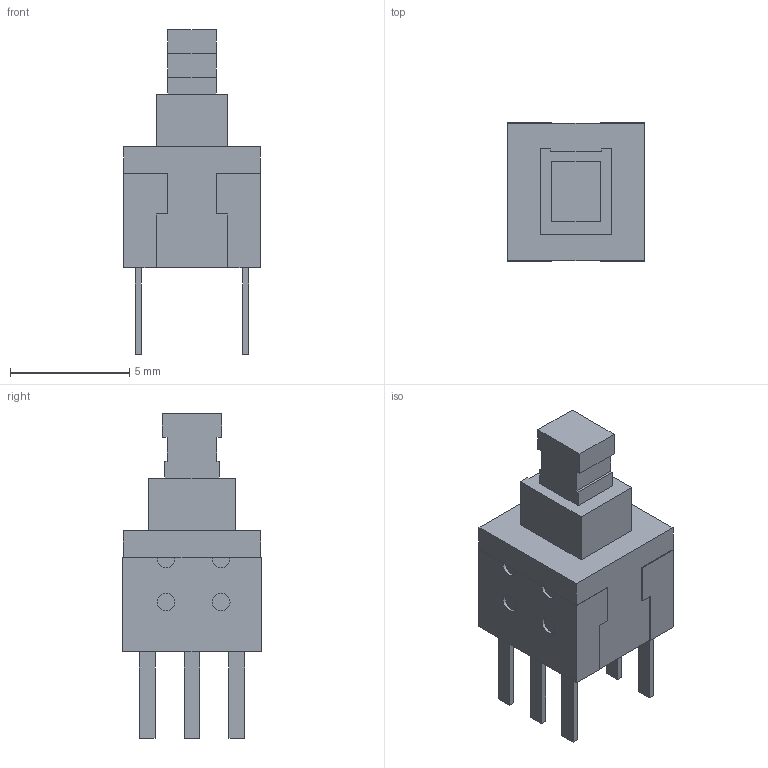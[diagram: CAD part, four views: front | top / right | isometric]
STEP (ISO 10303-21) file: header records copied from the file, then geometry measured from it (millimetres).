
FILE_DESCRIPTION(/* description */ (''),/* implementation_level */ '2;1');
FILE_NAME(/* name */ 'XKB5858-Z.step',/* time_stamp */ '2020-06-22T14:57:52+02:00',/* author */ (''),/* organization */ (''),/* preprocessor_version */ 'ST-DEVELOPER v18.1',/* originating_system */ 'Autodesk Translation Framework v9.3.0.1241',/* authorisation */ '');
FILE_SCHEMA (('AUTOMOTIVE_DESIGN { 1 0 10303 214 3 1 1 }'));
Length unit declared in the file: millimetre
Products named in the file (1): (Unsaved)
Bounding box: 5.74 x 5.82 x 13.62 mm (x, y, z)
Volume: 205.1 mm3; surface area: 365.1 mm2
Topology: 1 solids, 21 shells, 274 faces, 652 edges, 432 vertices
Faces by surface type: plane 227, bspline 39, cylinder 8
Full cylindrical faces by diameter (mm): 0.737 x4
Entity records: 8801 total; most frequent: CARTESIAN_POINT 2538, ORIENTED_EDGE 1304, DIRECTION 1062, EDGE_CURVE 652, LINE 558, VECTOR 558, VERTEX_POINT 432, EDGE_LOOP 298
